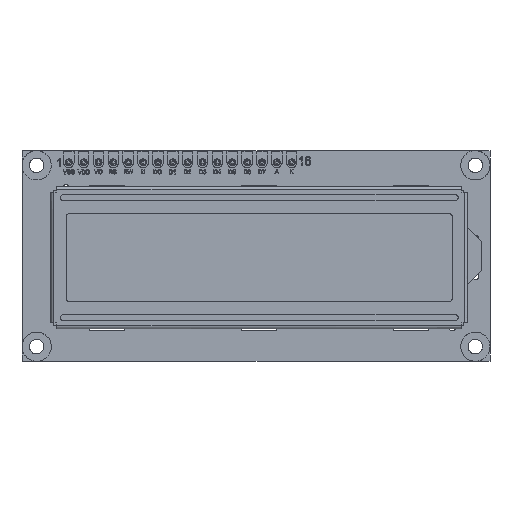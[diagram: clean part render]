
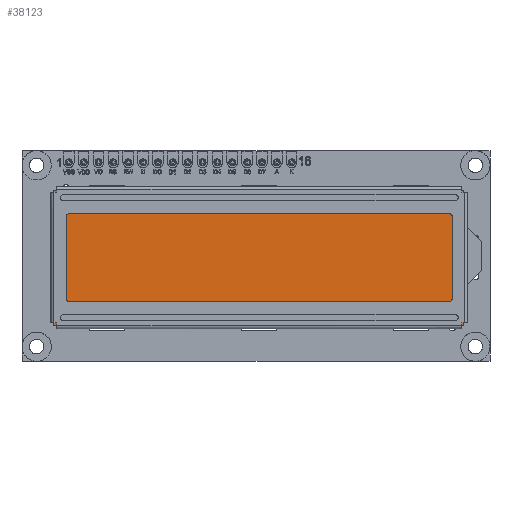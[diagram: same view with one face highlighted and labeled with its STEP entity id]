
A CAD part, top view. The second image highlights one B-rep face of the part: STEP entity #38123.
In plain terms, the highlighted free-form (B-spline) face has degree [1, 1] with [2, 2] control points.
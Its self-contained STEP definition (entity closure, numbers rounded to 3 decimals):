
#37946 = VERTEX_POINT('',#37947);
#37947 = CARTESIAN_POINT('',(-45.984,-15.772,
    13.312));
#37952 = EDGE_CURVE('',#37946,#37953,#37955,.T.);
#37953 = VERTEX_POINT('',#37954);
#37954 = CARTESIAN_POINT('',(-45.984,14.973,
    13.312));
#37955 = B_SPLINE_CURVE_WITH_KNOTS('',1,(#37956,#37957),.UNSPECIFIED.,
  .F.,.F.,(2,2),(-17.7,5.4),.PIECEWISE_BEZIER_KNOTS.);
#37956 = CARTESIAN_POINT('',(-45.984,-15.772,
    13.312));
#37957 = CARTESIAN_POINT('',(-45.984,14.973,
    13.312));
#38056 = VERTEX_POINT('',#38057);
#38057 = CARTESIAN_POINT('',(47.315,-15.772,
    13.312));
#38062 = EDGE_CURVE('',#38056,#37946,#38063,.T.);
#38063 = B_SPLINE_CURVE_WITH_KNOTS('',1,(#38064,#38065),.UNSPECIFIED.,
  .F.,.F.,(2,2),(-70.,0.1),.PIECEWISE_BEZIER_KNOTS.);
#38064 = CARTESIAN_POINT('',(47.315,-15.772,
    13.312));
#38065 = CARTESIAN_POINT('',(-45.984,-15.772,
    13.312));
#38096 = VERTEX_POINT('',#38097);
#38097 = CARTESIAN_POINT('',(47.315,14.973,
    13.312));
#38102 = EDGE_CURVE('',#38056,#38096,#38103,.T.);
#38103 = B_SPLINE_CURVE_WITH_KNOTS('',1,(#38104,#38105),.UNSPECIFIED.,
  .F.,.F.,(2,2),(-17.7,5.4),.PIECEWISE_BEZIER_KNOTS.);
#38104 = CARTESIAN_POINT('',(47.315,-15.772,
    13.312));
#38105 = CARTESIAN_POINT('',(47.315,14.973,
    13.312));
#38123 = ADVANCED_FACE('',(#38124),#38134,.T.);
#38124 = FACE_BOUND('',#38125,.T.);
#38125 = EDGE_LOOP('',(#38126,#38127,#38132,#38133));
#38126 = ORIENTED_EDGE('',*,*,#38102,.T.);
#38127 = ORIENTED_EDGE('',*,*,#38128,.T.);
#38128 = EDGE_CURVE('',#38096,#37953,#38129,.T.);
#38129 = B_SPLINE_CURVE_WITH_KNOTS('',1,(#38130,#38131),.UNSPECIFIED.,
  .F.,.F.,(2,2),(-70.,0.1),.PIECEWISE_BEZIER_KNOTS.);
#38130 = CARTESIAN_POINT('',(47.315,14.973,
    13.312));
#38131 = CARTESIAN_POINT('',(-45.984,14.973,
    13.312));
#38132 = ORIENTED_EDGE('',*,*,#37952,.F.);
#38133 = ORIENTED_EDGE('',*,*,#38062,.F.);
#38134 = B_SPLINE_SURFACE_WITH_KNOTS('',1,1,(
    (#38135,#38136)
    ,(#38137,#38138
    )),.UNSPECIFIED.,.F.,.F.,.F.,(2,2),(2,2),(-0.1,70.),(-17.7,5.4),
  .PIECEWISE_BEZIER_KNOTS.);
#38135 = CARTESIAN_POINT('',(-45.984,-15.772,
    13.312));
#38136 = CARTESIAN_POINT('',(-45.984,14.973,
    13.312));
#38137 = CARTESIAN_POINT('',(47.315,-15.772,
    13.312));
#38138 = CARTESIAN_POINT('',(47.315,14.973,
    13.312));
